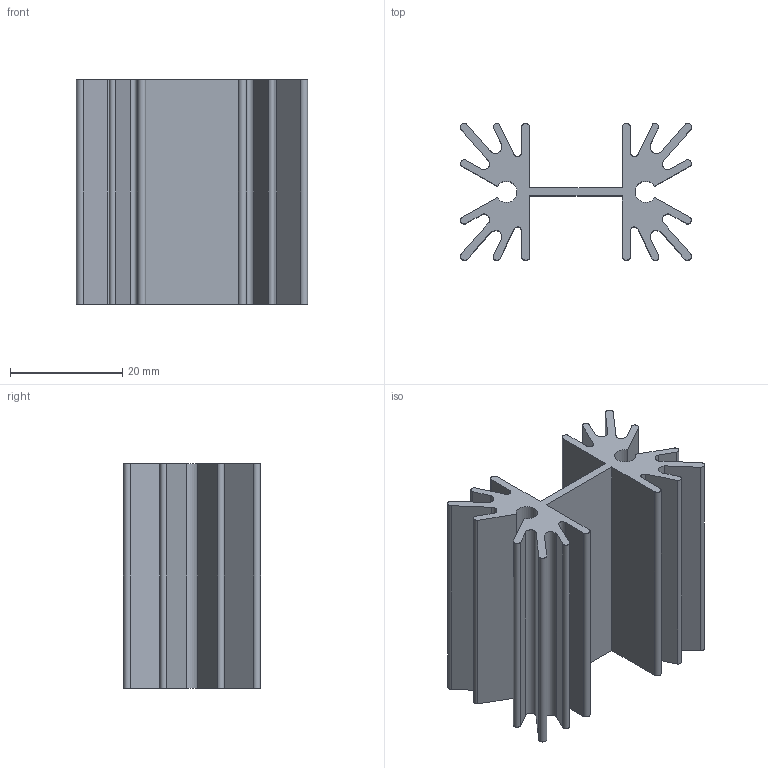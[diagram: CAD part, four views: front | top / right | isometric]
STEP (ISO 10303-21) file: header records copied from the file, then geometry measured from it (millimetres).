
FILE_DESCRIPTION (( 'STEP AP214' ), '1' );
FILE_NAME ('dis_ups.STEP', '2019-12-09T12:38:10', ( '' ), ( '' ), 'SwSTEP 2.0', 'SolidWorks 2018', '' );
FILE_SCHEMA (( 'AUTOMOTIVE_DESIGN' ));
Length unit declared in the file: millimetre
Products named in the file (1): dis_ups
Bounding box: 41.11 x 24.37 x 40 mm (x, y, z)
Volume: 12927.2 mm3; surface area: 13031.4 mm2
Topology: 1 solids, 1 shells, 68 faces, 198 edges, 132 vertices
Faces by surface type: plane 37, bspline 28, cylinder 3
Entity records: 2490 total; most frequent: CARTESIAN_POINT 843, ORIENTED_EDGE 396, DIRECTION 230, EDGE_CURVE 198, LINE 136, VECTOR 136, VERTEX_POINT 132, EDGE_LOOP 68
